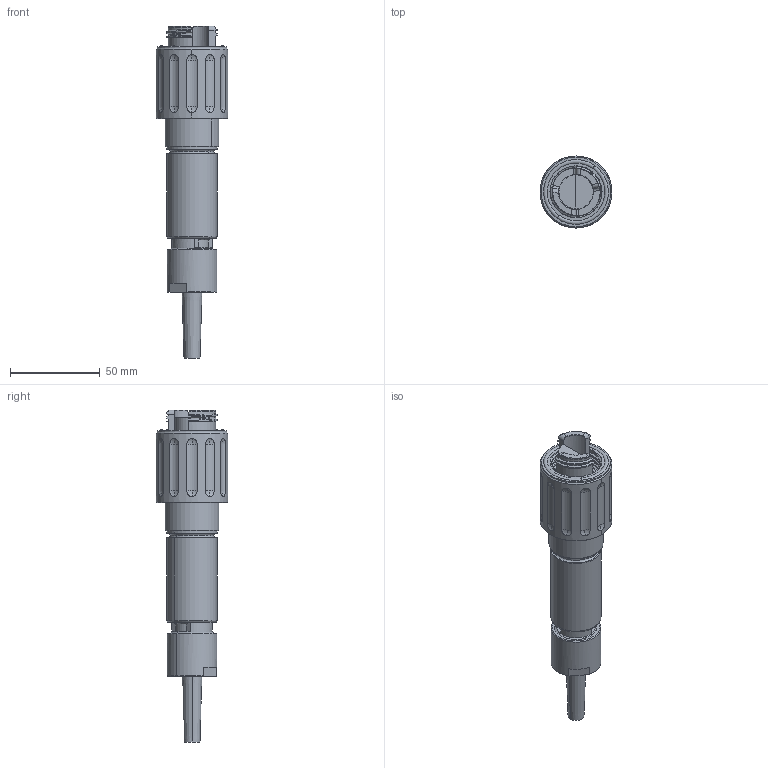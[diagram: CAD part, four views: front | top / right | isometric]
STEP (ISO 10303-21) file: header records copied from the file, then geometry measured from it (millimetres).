
FILE_DESCRIPTION (( 'STEP AP203' ), '1' );
FILE_NAME ('Size 17 Hermaphroditic Body.STEP', '2019-03-28T18:27:26', ( '' ), ( '' ), 'SwSTEP 2.0', 'SolidWorks 2019', '' );
FILE_SCHEMA (( 'CONFIG_CONTROL_DESIGN' ));
Length unit declared in the file: inch
Products named in the file (1): Size 17 Hermaphroditic Body
Bounding box: 40.01 x 40.01 x 184.71 mm (x, y, z)
Volume: 109877.2 mm3; surface area: 22161.6 mm2
Topology: 1 solids, 2 shells, 220 faces, 555 edges, 360 vertices
Faces by surface type: cylinder 81, sphere 48, plane 37, bspline 21, cone 17, torus 16
Entity records: 10295 total; most frequent: CARTESIAN_POINT 5261, ORIENTED_EDGE 1110, DIRECTION 972, EDGE_CURVE 555, AXIS2_PLACEMENT_3D 407, VERTEX_POINT 360, EDGE_LOOP 243, FACE_OUTER_BOUND 220
